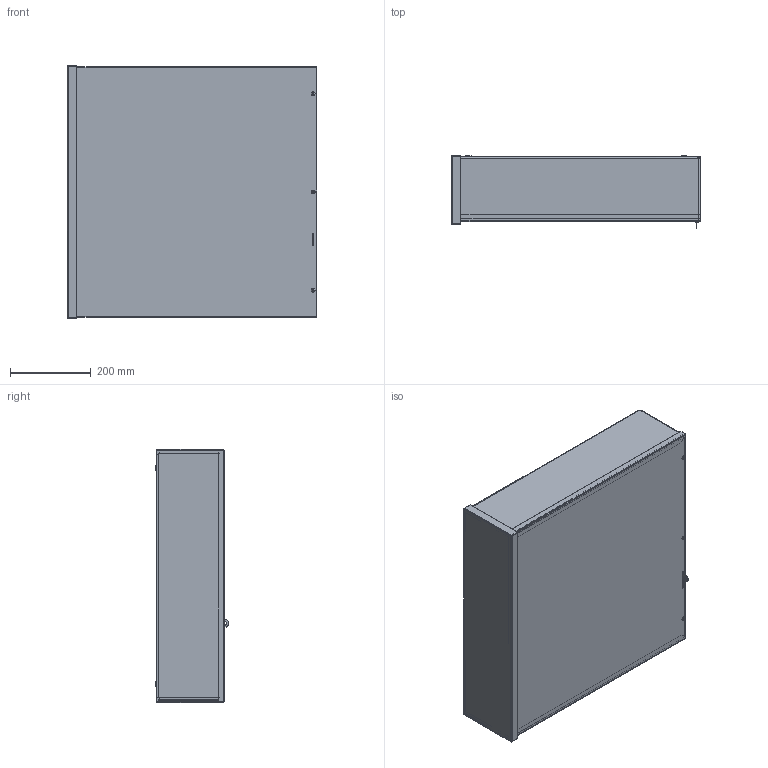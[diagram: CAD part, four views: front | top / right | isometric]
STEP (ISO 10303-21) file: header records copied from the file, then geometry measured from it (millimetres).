
FILE_DESCRIPTION(/* description */ ('RSC242406GNK, WRAP 24X24X6'),/* implementation_level */ '2;1');
FILE_NAME(/* name */ 'RSC242406GNK.iam.stp',/* time_stamp */ '2014-04-17T12:37:16-06:00',/* author */ ('kadelman'),/* organization */ (''),/* preprocessor_version */ 'ST-DEVELOPER v15.2',/* originating_system */ 'Autodesk Inventor 2014',/* authorisation */ '');
FILE_SCHEMA (('AUTOMOTIVE_DESIGN { 1 0 10303 214 3 1 1 }'));
Length unit declared in the file: inch
Products named in the file (7): RSC242406GNK_WRAP; RSC2424GNK_LID; RSC2406GNK_CAP; 3183; RSC2424GNK_BKP; 34056; RSC242406GNK
Bounding box: 615.96 x 180.96 x 625.48 mm (x, y, z)
Volume: 2157683.4 mm3; surface area: 2755028.2 mm2
Topology: 8 solids, 8 shells, 407 faces, 996 edges, 609 vertices
Faces by surface type: plane 173, cylinder 83, bspline 54, torus 40, cone 38, sphere 19
Full cylindrical faces by diameter (mm): 3.175 x2, 3.759 x3, 3.962 x1, 4.166 x3, 4.191 x1, 5.803 x1, 7.62 x4, 7.95 x6, 9.525 x1, 9.754 x3
Entity records: 11369 total; most frequent: CARTESIAN_POINT 3507, ORIENTED_EDGE 1496, DIRECTION 1393, EDGE_CURVE 748, VERTEX_POINT 484, EDGE_LOOP 470, AXIS2_PLACEMENT_3D 468, LINE 457
